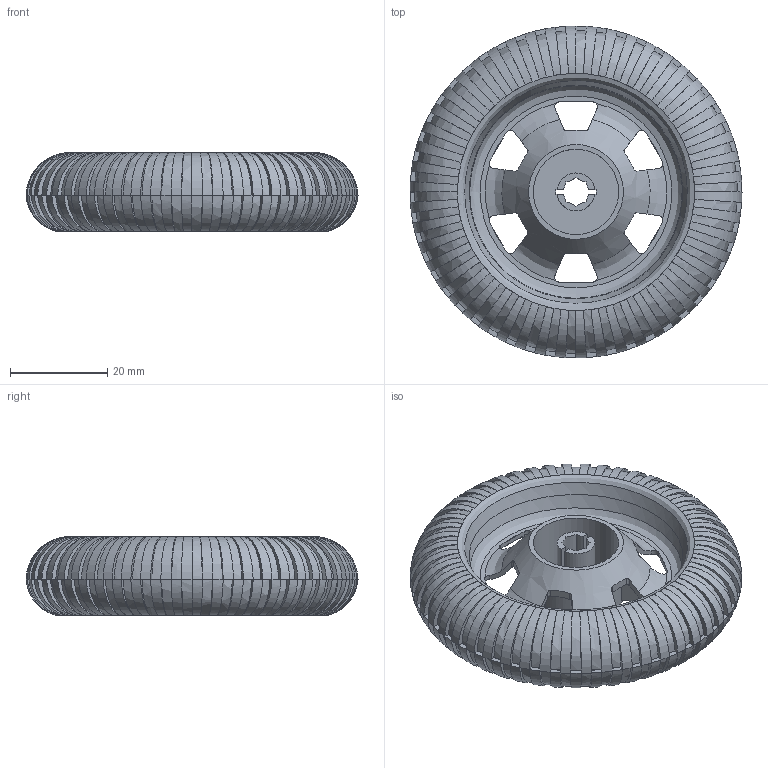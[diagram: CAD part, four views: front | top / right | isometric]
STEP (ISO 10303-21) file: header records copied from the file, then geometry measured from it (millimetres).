
FILE_DESCRIPTION(('FreeCAD Model'),'2;1');
FILE_NAME('Open CASCADE Shape Model','2025-05-04T14:31:21',('FreeCAD'),( 'FreeCAD'),'Open CASCADE STEP processor 7.6','FreeCAD','Unknown');
FILE_SCHEMA(('AUTOMOTIVE_DESIGN { 1 0 10303 214 1 1 1 1 }'));
Length unit declared in the file: millimetre
Products named in the file (1): Open CASCADE STEP translator 7.6 1
Bounding box: 68.39 x 68.39 x 16.25 mm (x, y, z)
Volume: 20431.1 mm3; surface area: 21785.8 mm2
Topology: 107 solids, 107 shells, 660 faces, 1371 edges, 916 vertices
Faces by surface type: bspline 660
Entity records: 18526 total; most frequent: CARTESIAN_POINT 10451, ORIENTED_EDGE 2742, EDGE_CURVE 1371, VERTEX_POINT 916, FACE_BOUND 665, EDGE_LOOP 665, ADVANCED_FACE 660, B_SPLINE_CURVE_WITH_KNOTS 466
